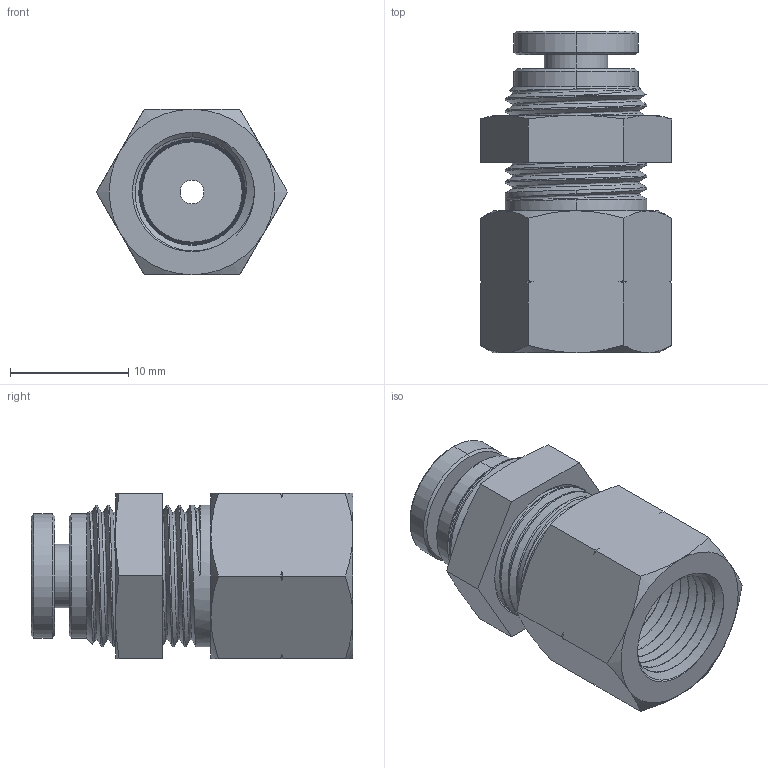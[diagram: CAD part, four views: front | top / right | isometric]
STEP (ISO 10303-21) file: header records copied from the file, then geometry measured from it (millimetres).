
FILE_DESCRIPTION (( 'STEP AP214' ), '1' );
FILE_NAME ('BCS1-8-N1-8W.STEP', '2018-07-11T20:29:01', ( '' ), ( '' ), 'SwSTEP 2.0', 'SolidWorks 2016', '' );
FILE_SCHEMA (( 'AUTOMOTIVE_DESIGN' ));
Length unit declared in the file: millimetre
Products named in the file (1): BCS1-8-N1-8W
Bounding box: 16.17 x 27.2 x 14 mm (x, y, z)
Volume: 2750.4 mm3; surface area: 3981.5 mm2
Topology: 7 solids, 7 shells, 392 faces, 1261 edges, 888 vertices
Faces by surface type: cone 145, plane 115, cylinder 82, bspline 48, torus 2
Entity records: 27251 total; most frequent: CARTESIAN_POINT 12875, ORIENTED_EDGE 2522, DIRECTION 1553, EDGE_CURVE 1261, VERTEX_POINT 888, B_SPLINE_CURVE_WITH_KNOTS 679, AXIS2_PLACEMENT_3D 641, EDGE_LOOP 411
